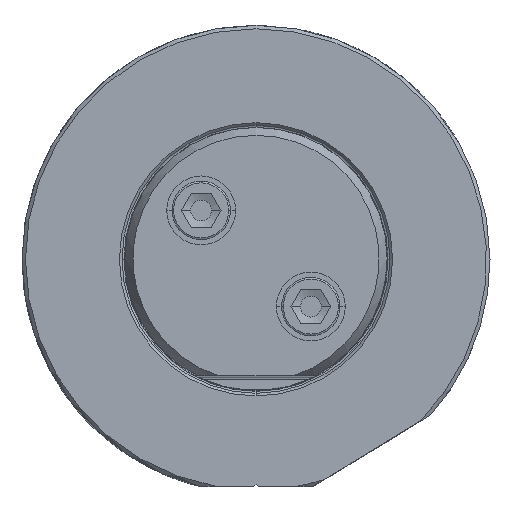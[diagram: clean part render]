
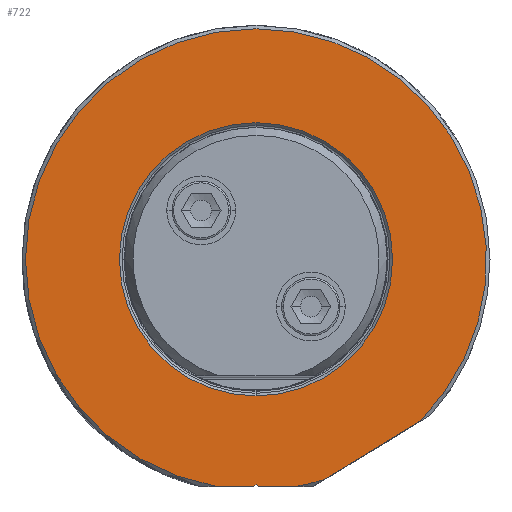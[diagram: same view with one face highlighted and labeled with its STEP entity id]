
A CAD part, top view. The second image highlights one B-rep face of the part: STEP entity #722.
In plain terms, the highlighted planar face has unit normal (0, 0, 1).
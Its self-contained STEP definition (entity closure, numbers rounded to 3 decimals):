
#233=PLANE('',#6283);
#722=ADVANCED_FACE('',(#1024,#1025),#233,.T.);
#1024=FACE_BOUND('',#1199,.T.);
#1025=FACE_BOUND('',#1200,.T.);
#1199=EDGE_LOOP('',(#3492,#3493,#3494,#3495,#3496,#3497,#3498,#3499));
#1200=EDGE_LOOP('',(#3500,#3501));
#1488=CIRCLE('',#6236,33.5);
#1500=CIRCLE('',#6278,33.5);
#1501=CIRCLE('',#6279,33.5);
#1502=CIRCLE('',#6281,19.85);
#1503=CIRCLE('',#6282,19.85);
#1817=LINE('',#12401,#2145);
#1820=LINE('',#12421,#2148);
#1822=LINE('',#12425,#2150);
#1824=LINE('',#12429,#2152);
#1826=LINE('',#12433,#2154);
#2145=VECTOR('',#7303,1.);
#2148=VECTOR('',#7316,1.);
#2150=VECTOR('',#7320,1.);
#2152=VECTOR('',#7324,1.);
#2154=VECTOR('',#7328,1.);
#3492=ORIENTED_EDGE('',*,*,#5346,.T.);
#3493=ORIENTED_EDGE('',*,*,#5341,.T.);
#3494=ORIENTED_EDGE('',*,*,#5416,.T.);
#3495=ORIENTED_EDGE('',*,*,#5415,.T.);
#3496=ORIENTED_EDGE('',*,*,#5354,.F.);
#3497=ORIENTED_EDGE('',*,*,#5352,.T.);
#3498=ORIENTED_EDGE('',*,*,#5350,.T.);
#3499=ORIENTED_EDGE('',*,*,#5348,.F.);
#3500=ORIENTED_EDGE('',*,*,#5417,.T.);
#3501=ORIENTED_EDGE('',*,*,#5418,.T.);
#4639=VERTEX_POINT('',#12400);
#4640=VERTEX_POINT('',#12402);
#4643=VERTEX_POINT('',#12415);
#4644=VERTEX_POINT('',#12422);
#4645=VERTEX_POINT('',#12426);
#4646=VERTEX_POINT('',#12430);
#4647=VERTEX_POINT('',#12434);
#4680=VERTEX_POINT('',#14332);
#4681=VERTEX_POINT('',#14336);
#4682=VERTEX_POINT('',#14337);
#5341=EDGE_CURVE('',#4640,#4639,#1817,.T.);
#5346=EDGE_CURVE('',#4643,#4640,#1488,.T.);
#5348=EDGE_CURVE('',#4643,#4644,#1820,.T.);
#5350=EDGE_CURVE('',#4645,#4644,#1822,.T.);
#5352=EDGE_CURVE('',#4646,#4645,#1824,.T.);
#5354=EDGE_CURVE('',#4646,#4647,#1826,.T.);
#5415=EDGE_CURVE('',#4680,#4647,#1500,.T.);
#5416=EDGE_CURVE('',#4639,#4680,#1501,.T.);
#5417=EDGE_CURVE('',#4681,#4682,#1502,.T.);
#5418=EDGE_CURVE('',#4682,#4681,#1503,.T.);
#6236=AXIS2_PLACEMENT_3D('',#12414,#7312,#7313);
#6278=AXIS2_PLACEMENT_3D('',#14331,#7415,#7416);
#6279=AXIS2_PLACEMENT_3D('',#14333,#7417,#7418);
#6281=AXIS2_PLACEMENT_3D('',#14335,#7421,#7422);
#6282=AXIS2_PLACEMENT_3D('',#14338,#7423,#7424);
#6283=AXIS2_PLACEMENT_3D('',#14339,#7425,#7426);
#7303=DIRECTION('',(0.854,0.52,0.));
#7312=DIRECTION('',(0.,0.,1.));
#7313=DIRECTION('',(0.172,-0.985,0.));
#7316=DIRECTION('',(-1.,0.,0.));
#7320=DIRECTION('',(0.707,-0.707,0.));
#7324=DIRECTION('',(0.707,0.707,0.));
#7328=DIRECTION('',(-1.,0.,0.));
#7415=DIRECTION('',(0.,0.,1.));
#7416=DIRECTION('',(0.,1.,0.));
#7417=DIRECTION('',(0.,0.,1.));
#7418=DIRECTION('',(0.711,-0.703,0.));
#7421=DIRECTION('',(0.,0.,-1.));
#7422=DIRECTION('',(0.,-1.,0.));
#7423=DIRECTION('',(0.,0.,-1.));
#7424=DIRECTION('',(0.,1.,0.));
#7425=DIRECTION('',(0.,0.,1.));
#7426=DIRECTION('',(0.,-1.,0.));
#12400=CARTESIAN_POINT('',(23.829,-23.547,0.));
#12401=CARTESIAN_POINT('',(9.946,-31.989,0.));
#12402=CARTESIAN_POINT('',(9.946,-31.989,0.));
#12414=CARTESIAN_POINT('',(0.,0.,0.));
#12415=CARTESIAN_POINT('',(5.766,-33.,0.));
#12421=CARTESIAN_POINT('',(5.766,-33.,0.));
#12422=CARTESIAN_POINT('',(0.354,-33.,0.));
#12425=CARTESIAN_POINT('',(0.,-32.646,0.));
#12426=CARTESIAN_POINT('',(0.,-32.646,0.));
#12429=CARTESIAN_POINT('',(-0.354,-33.,0.));
#12430=CARTESIAN_POINT('',(-0.354,-33.,0.));
#12433=CARTESIAN_POINT('',(-0.354,-33.,0.));
#12434=CARTESIAN_POINT('',(-5.766,-33.,0.));
#14331=CARTESIAN_POINT('',(0.,0.,0.));
#14332=CARTESIAN_POINT('',(0.,33.5,0.));
#14333=CARTESIAN_POINT('',(0.,0.,0.));
#14335=CARTESIAN_POINT('',(0.,0.,0.));
#14336=CARTESIAN_POINT('',(0.,-19.85,0.));
#14337=CARTESIAN_POINT('',(0.,19.85,0.));
#14338=CARTESIAN_POINT('',(0.,0.,0.));
#14339=CARTESIAN_POINT('',(0.,0.25,0.));
